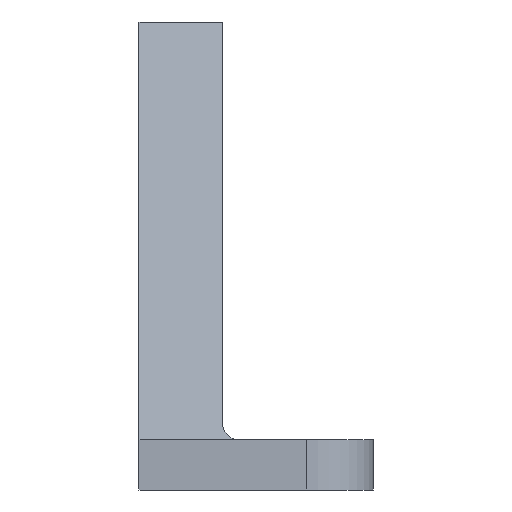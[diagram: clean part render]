
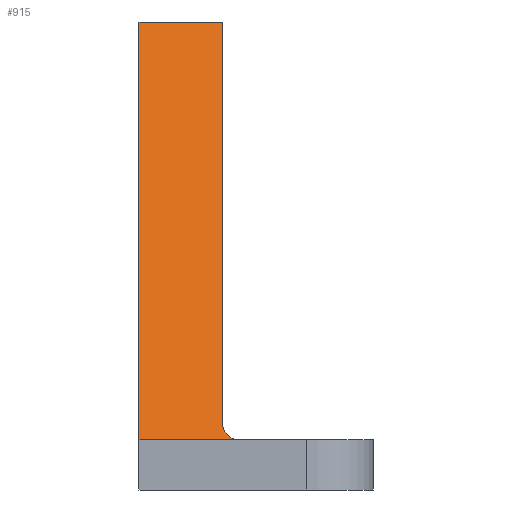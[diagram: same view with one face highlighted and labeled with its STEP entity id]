
A CAD part, left-side view. The second image highlights one B-rep face of the part: STEP entity #915.
In plain terms, the highlighted planar face has unit normal (-0.952, 0, 0.305).
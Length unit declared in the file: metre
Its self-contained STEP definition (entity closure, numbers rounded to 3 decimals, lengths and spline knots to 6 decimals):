
#13=ELLIPSE('',#984,0.00105,0.001);
#273=ORIENTED_EDGE('',*,*,#369,.F.);
#274=ORIENTED_EDGE('',*,*,#353,.F.);
#275=ORIENTED_EDGE('',*,*,#413,.T.);
#276=ORIENTED_EDGE('',*,*,#300,.F.);
#277=ORIENTED_EDGE('',*,*,#403,.F.);
#300=EDGE_CURVE('',#428,#429,#514,.T.);
#353=EDGE_CURVE('',#459,#476,#563,.T.);
#369=EDGE_CURVE('',#476,#483,#574,.T.);
#403=EDGE_CURVE('',#483,#428,#607,.T.);
#413=EDGE_CURVE('',#459,#429,#13,.T.);
#428=VERTEX_POINT('',#1247);
#429=VERTEX_POINT('',#1249);
#459=VERTEX_POINT('',#1317);
#476=VERTEX_POINT('',#1357);
#483=VERTEX_POINT('',#1387);
#514=LINE('',#1248,#630);
#563=LINE('',#1356,#679);
#574=LINE('',#1386,#690);
#607=LINE('',#1449,#723);
#630=VECTOR('',#1005,1.);
#679=VECTOR('',#1078,1.);
#690=VECTOR('',#1113,1.);
#723=VECTOR('',#1172,1.);
#781=EDGE_LOOP('',(#273,#274,#275,#276,#277));
#833=FACE_BOUND('',#781,.T.);
#873=PLANE('',#983);
#915=ADVANCED_FACE('',(#833),#873,.F.);
#983=AXIS2_PLACEMENT_3D('',#1472,#1209,#1210);
#984=AXIS2_PLACEMENT_3D('',#1473,#1211,#1212);
#1005=DIRECTION('',(-0.305,0.,-0.952));
#1078=DIRECTION('',(0.,1.,0.));
#1113=DIRECTION('',(0.305,0.,0.952));
#1172=DIRECTION('',(0.,-1.,0.));
#1209=DIRECTION('',(0.952,0.,-0.305));
#1210=DIRECTION('',(0.,-1.,0.));
#1211=DIRECTION('',(0.952,0.,-0.305));
#1212=DIRECTION('',(-0.305,0.,-0.952));
#1247=CARTESIAN_POINT('',(-0.031,0.005,0.028));
#1248=CARTESIAN_POINT('',(-0.035377,0.005,0.014321));
#1249=CARTESIAN_POINT('',(-0.03868,0.005,0.004));
#1317=CARTESIAN_POINT('',(-0.039,0.004,0.003));
#1356=CARTESIAN_POINT('',(-0.039,0.005,0.003));
#1357=CARTESIAN_POINT('',(-0.039,0.01,0.003));
#1386=CARTESIAN_POINT('',(-0.031,0.01,0.028));
#1387=CARTESIAN_POINT('',(-0.031,0.01,0.028));
#1449=CARTESIAN_POINT('',(-0.031,0.0075,0.028));
#1472=CARTESIAN_POINT('',(-0.031,0.0075,0.028));
#1473=CARTESIAN_POINT('',(-0.03868,0.004,0.004));
